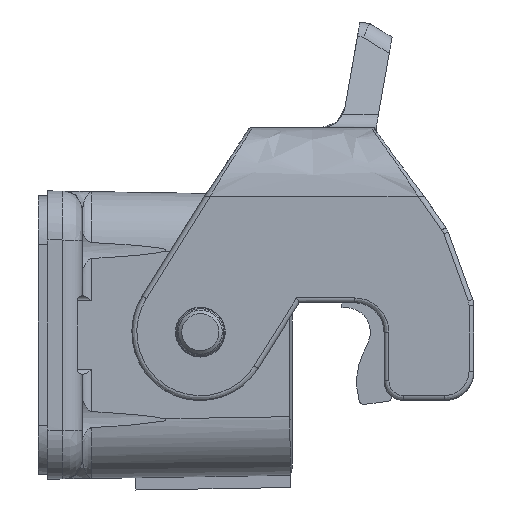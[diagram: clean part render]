
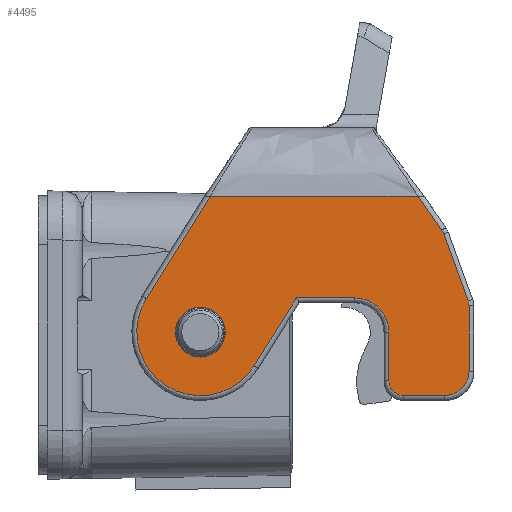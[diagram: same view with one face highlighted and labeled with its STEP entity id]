
A CAD part, left-side view. The second image highlights one B-rep face of the part: STEP entity #4495.
In plain terms, the highlighted planar face has unit normal (-1, 0, 0).
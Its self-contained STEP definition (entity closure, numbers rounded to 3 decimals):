
#3713=FACE_BOUND('',#5868,.T.);
#3714=FACE_BOUND('',#5869,.T.);
#3964=CIRCLE('',#13777,2.55);
#3973=CIRCLE('',#13792,1.5);
#3977=CIRCLE('',#13797,3.5);
#3980=CIRCLE('',#13802,6.5);
#3982=CIRCLE('',#13805,2.5);
#3983=CIRCLE('',#13806,1.5);
#3984=CIRCLE('',#13807,1.5);
#4495=ADVANCED_FACE('',(#3713,#3714),#4838,.F.);
#4838=PLANE('',#13808);
#5868=EDGE_LOOP('',(#9393));
#5869=EDGE_LOOP('',(#9394,#9395,#9396,#9397,#9398,#9399,#9400,#9401,#9402,
#9403,#9404,#9405,#9406,#9407,#9408));
#6641=LINE('',#20004,#7382);
#6642=LINE('',#20036,#7383);
#6644=LINE('',#20049,#7385);
#6646=LINE('',#20082,#7387);
#6647=LINE('',#20090,#7388);
#6648=LINE('',#20092,#7389);
#6649=LINE('',#20096,#7390);
#6650=LINE('',#20100,#7391);
#6651=LINE('',#20104,#7392);
#7382=VECTOR('',#15875,1.);
#7383=VECTOR('',#15884,1.);
#7385=VECTOR('',#15888,1.);
#7387=VECTOR('',#15898,1.);
#7388=VECTOR('',#15901,1.);
#7389=VECTOR('',#15902,1.);
#7390=VECTOR('',#15905,1.);
#7391=VECTOR('',#15908,1.);
#7392=VECTOR('',#15911,1.);
#9393=ORIENTED_EDGE('',*,*,#11997,.F.);
#9394=ORIENTED_EDGE('',*,*,#12034,.F.);
#9395=ORIENTED_EDGE('',*,*,#12032,.F.);
#9396=ORIENTED_EDGE('',*,*,#12030,.F.);
#9397=ORIENTED_EDGE('',*,*,#12027,.F.);
#9398=ORIENTED_EDGE('',*,*,#12024,.F.);
#9399=ORIENTED_EDGE('',*,*,#12022,.F.);
#9400=ORIENTED_EDGE('',*,*,#12020,.F.);
#9401=ORIENTED_EDGE('',*,*,#12017,.F.);
#9402=ORIENTED_EDGE('',*,*,#12035,.F.);
#9403=ORIENTED_EDGE('',*,*,#12036,.F.);
#9404=ORIENTED_EDGE('',*,*,#12037,.F.);
#9405=ORIENTED_EDGE('',*,*,#12038,.F.);
#9406=ORIENTED_EDGE('',*,*,#12039,.F.);
#9407=ORIENTED_EDGE('',*,*,#12040,.F.);
#9408=ORIENTED_EDGE('',*,*,#12041,.F.);
#10812=VERTEX_POINT('',#19934);
#10827=VERTEX_POINT('',#19975);
#10828=VERTEX_POINT('',#19976);
#10829=VERTEX_POINT('',#20005);
#10830=VERTEX_POINT('',#20009);
#10831=VERTEX_POINT('',#20037);
#10833=VERTEX_POINT('',#20050);
#10834=VERTEX_POINT('',#20055);
#10835=VERTEX_POINT('',#20083);
#10836=VERTEX_POINT('',#20091);
#10837=VERTEX_POINT('',#20093);
#10838=VERTEX_POINT('',#20095);
#10839=VERTEX_POINT('',#20097);
#10840=VERTEX_POINT('',#20099);
#10841=VERTEX_POINT('',#20101);
#10842=VERTEX_POINT('',#20103);
#11997=EDGE_CURVE('',#10812,#10812,#3964,.T.);
#12017=EDGE_CURVE('',#10827,#10828,#3973,.T.);
#12020=EDGE_CURVE('',#10828,#10829,#6641,.T.);
#12022=EDGE_CURVE('',#10829,#10830,#3977,.T.);
#12024=EDGE_CURVE('',#10830,#10831,#6642,.T.);
#12027=EDGE_CURVE('',#10831,#10833,#6644,.T.);
#12030=EDGE_CURVE('',#10833,#10834,#3980,.T.);
#12032=EDGE_CURVE('',#10834,#10835,#6646,.T.);
#12034=EDGE_CURVE('',#10835,#10836,#6647,.T.);
#12035=EDGE_CURVE('',#10837,#10827,#6648,.T.);
#12036=EDGE_CURVE('',#10838,#10837,#3982,.T.);
#12037=EDGE_CURVE('',#10839,#10838,#6649,.T.);
#12038=EDGE_CURVE('',#10840,#10839,#3983,.T.);
#12039=EDGE_CURVE('',#10841,#10840,#6650,.T.);
#12040=EDGE_CURVE('',#10842,#10841,#3984,.T.);
#12041=EDGE_CURVE('',#10836,#10842,#6651,.T.);
#13777=AXIS2_PLACEMENT_3D('',#19933,#15828,#15829);
#13792=AXIS2_PLACEMENT_3D('',#19974,#15869,#15870);
#13797=AXIS2_PLACEMENT_3D('',#20008,#15880,#15881);
#13802=AXIS2_PLACEMENT_3D('',#20054,#15894,#15895);
#13805=AXIS2_PLACEMENT_3D('',#20094,#15903,#15904);
#13806=AXIS2_PLACEMENT_3D('',#20098,#15906,#15907);
#13807=AXIS2_PLACEMENT_3D('',#20102,#15909,#15910);
#13808=AXIS2_PLACEMENT_3D('',#20105,#15912,#15913);
#15828=DIRECTION('',(-1.,0.,0.));
#15829=DIRECTION('',(0.,-1.,0.));
#15869=DIRECTION('',(1.,0.,0.));
#15870=DIRECTION('',(0.,0.,-1.));
#15875=DIRECTION('',(0.,0.,1.));
#15880=DIRECTION('',(-1.,0.,0.));
#15881=DIRECTION('',(0.,-1.,0.));
#15884=DIRECTION('',(0.,1.,0.));
#15888=DIRECTION('',(0.,0.53,-0.848));
#15894=DIRECTION('',(1.,0.,0.));
#15895=DIRECTION('',(0.,-0.848,-0.53));
#15898=DIRECTION('',(0.,-0.53,0.848));
#15901=DIRECTION('',(0.,-1.,0.));
#15902=DIRECTION('',(0.,1.,0.));
#15903=DIRECTION('',(1.,0.,0.));
#15904=DIRECTION('',(0.,-1.,0.));
#15905=DIRECTION('',(0.,0.,-1.));
#15906=DIRECTION('',(1.,0.,0.));
#15907=DIRECTION('',(0.,-0.94,0.342));
#15908=DIRECTION('',(0.,-0.342,-0.94));
#15909=DIRECTION('',(1.,0.,0.));
#15910=DIRECTION('',(0.,-0.819,0.574));
#15911=DIRECTION('',(0.,-0.574,-0.819));
#15912=DIRECTION('',(1.,0.,0.));
#15913=DIRECTION('',(0.,0.,-1.));
#19933=CARTESIAN_POINT('',(-45.5,0.25,0.3));
#19934=CARTESIAN_POINT('',(-45.5,-2.3,0.3));
#19974=CARTESIAN_POINT('',(-45.5,-20.55,-4.7));
#19975=CARTESIAN_POINT('',(-45.5,-20.55,-6.2));
#19976=CARTESIAN_POINT('',(-45.5,-19.05,-4.7));
#20004=CARTESIAN_POINT('',(-45.5,-19.05,-4.7));
#20005=CARTESIAN_POINT('',(-45.5,-19.05,0.3));
#20008=CARTESIAN_POINT('',(-45.5,-15.55,0.3));
#20009=CARTESIAN_POINT('',(-45.5,-15.55,3.8));
#20036=CARTESIAN_POINT('',(-45.5,-15.55,3.8));
#20037=CARTESIAN_POINT('',(-45.5,-9.602,3.8));
#20049=CARTESIAN_POINT('',(-45.5,-9.602,3.8));
#20050=CARTESIAN_POINT('',(-45.5,-5.262,-3.144));
#20054=CARTESIAN_POINT('',(-45.5,0.25,0.3));
#20055=CARTESIAN_POINT('',(-45.5,5.762,3.744));
#20082=CARTESIAN_POINT('',(-45.5,5.762,3.744));
#20083=CARTESIAN_POINT('',(-45.5,-0.771,14.2));
#20090=CARTESIAN_POINT('',(-45.5,-0.771,14.2));
#20091=CARTESIAN_POINT('',(-45.5,-22.041,14.2));
#20092=CARTESIAN_POINT('',(-45.5,-24.75,-6.2));
#20093=CARTESIAN_POINT('',(-45.5,-24.75,-6.2));
#20094=CARTESIAN_POINT('',(-45.5,-24.75,-3.7));
#20095=CARTESIAN_POINT('',(-45.5,-27.25,-3.7));
#20096=CARTESIAN_POINT('',(-45.5,-27.25,2.989));
#20097=CARTESIAN_POINT('',(-45.5,-27.25,2.989));
#20098=CARTESIAN_POINT('',(-45.5,-25.75,2.989));
#20099=CARTESIAN_POINT('',(-45.5,-27.16,3.502));
#20100=CARTESIAN_POINT('',(-45.5,-24.659,10.372));
#20101=CARTESIAN_POINT('',(-45.5,-24.659,10.372));
#20102=CARTESIAN_POINT('',(-45.5,-23.249,9.859));
#20103=CARTESIAN_POINT('',(-45.5,-24.478,10.72));
#20104=CARTESIAN_POINT('',(-45.5,-22.041,14.2));
#20105=CARTESIAN_POINT('',(-45.5,-28.625,14.723));
